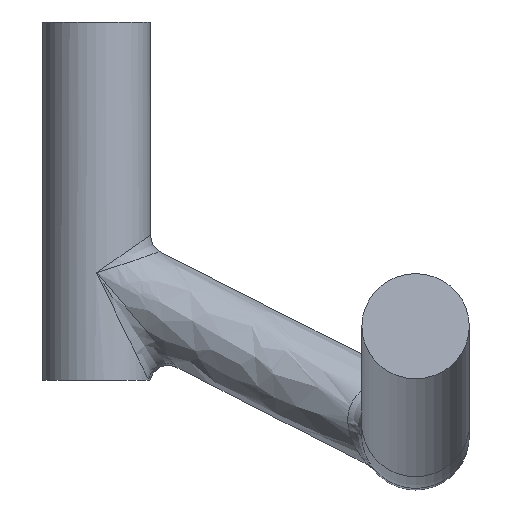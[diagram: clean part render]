
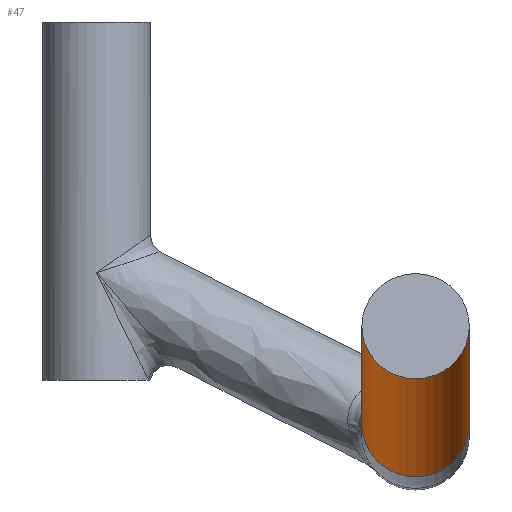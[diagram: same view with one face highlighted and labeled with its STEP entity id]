
A CAD part, top view. The second image highlights one B-rep face of the part: STEP entity #47.
In plain terms, the highlighted cylindrical face has radius 15 mm (diameter 30 mm), a full revolution.
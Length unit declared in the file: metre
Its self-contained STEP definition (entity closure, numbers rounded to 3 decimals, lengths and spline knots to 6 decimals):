
#47 = ADVANCED_FACE( '', ( #102, #103 ), #104, .T. );
#102 = FACE_OUTER_BOUND( '', #2026, .T. );
#103 = FACE_OUTER_BOUND( '', #2027, .T. );
#104 = CYLINDRICAL_SURFACE( '', #2028, 0.015 );
#2026 = EDGE_LOOP( '', ( #2818 ) );
#2027 = EDGE_LOOP( '', ( #2819 ) );
#2028 = AXIS2_PLACEMENT_3D( '', #2820, #2821, #2822 );
#2818 = ORIENTED_EDGE( '', *, *, #2911, .T. );
#2819 = ORIENTED_EDGE( '', *, *, #2906, .F. );
#2820 = CARTESIAN_POINT( '', ( 0.089101, -0.042496, 0.154034 ) );
#2821 = DIRECTION( '', ( 0., -0.203, -0.979 ) );
#2822 = DIRECTION( '', ( 0., -0.979, 0.203 ) );
#2906 = EDGE_CURVE( '', #2950, #2950, #2951, .T. );
#2911 = EDGE_CURVE( '', #2958, #2958, #2959, .T. );
#2950 = VERTEX_POINT( '', #3750 );
#2951 = CIRCLE( '', #3751, 0.015 );
#2958 = VERTEX_POINT( '', #4044 );
#2959 = CIRCLE( '', #4045, 0.015 );
#3750 = CARTESIAN_POINT( '', ( 0.089101, -0.030088, 0.288039 ) );
#3751 = AXIS2_PLACEMENT_3D( '', #4443, #4444, #4445 );
#4044 = CARTESIAN_POINT( '', ( 0.089101, -0.057184, 0.157073 ) );
#4045 = AXIS2_PLACEMENT_3D( '', #4446, #4447, #4448 );
#4443 = CARTESIAN_POINT( '', ( 0.089101, -0.015399, 0.285 ) );
#4444 = DIRECTION( '', ( 0., 0.203, 0.979 ) );
#4445 = DIRECTION( '', ( 0., -0.979, 0.203 ) );
#4446 = CARTESIAN_POINT( '', ( 0.089101, -0.042496, 0.154034 ) );
#4447 = DIRECTION( '', ( 0., 0.203, 0.979 ) );
#4448 = DIRECTION( '', ( 0., -0.979, 0.203 ) );
